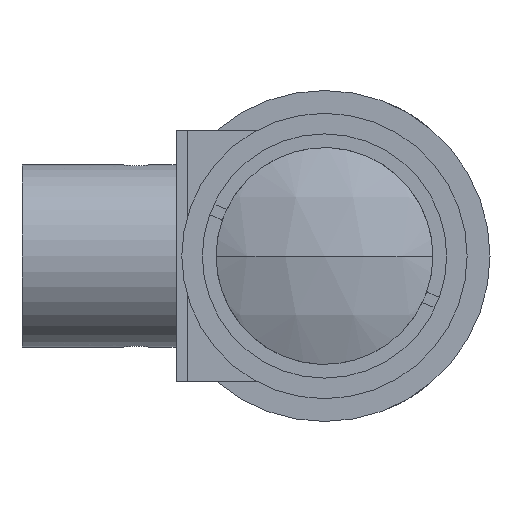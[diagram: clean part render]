
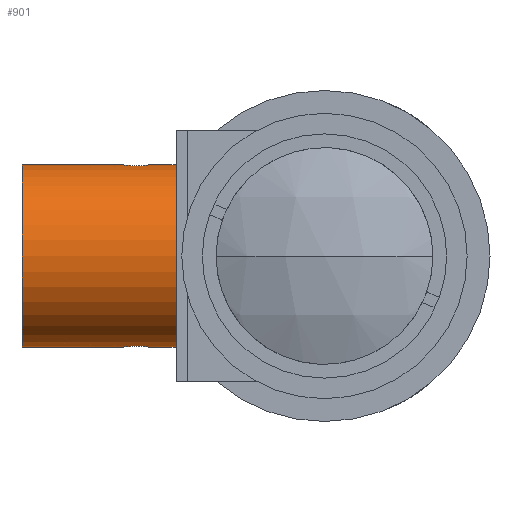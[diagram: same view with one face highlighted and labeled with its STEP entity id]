
A CAD part, left-side view. The second image highlights one B-rep face of the part: STEP entity #901.
In plain terms, the highlighted cylindrical face has radius 8 mm (diameter 16 mm), a partial arc.
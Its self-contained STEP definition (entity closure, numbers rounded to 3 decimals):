
#44 = DIRECTION ( 'NONE',  ( 0., 0., -1. ) ) ;
#67 = CARTESIAN_POINT ( 'NONE',  ( 37.41, 16.581, 7.902 ) ) ;
#243 = LINE ( 'NONE', #3054, #2670 ) ;
#252 = CARTESIAN_POINT ( 'NONE',  ( 37.661, 17.269, -7.938 ) ) ;
#266 = CARTESIAN_POINT ( 'NONE',  ( 38.335, 15.29, -7.994 ) ) ;
#392 = CARTESIAN_POINT ( 'NONE',  ( 37.45, 16.825, 7.908 ) ) ;
#514 = CARTESIAN_POINT ( 'NONE',  ( 38.66, 17.75, 8. ) ) ;
#578 = CARTESIAN_POINT ( 'NONE',  ( 37.443, 16.828, -7.907 ) ) ;
#592 = CARTESIAN_POINT ( 'NONE',  ( 38.578, 15.25, -8. ) ) ;
#684 = VECTOR ( 'NONE', #3227, 1000. ) ;
#716 = CARTESIAN_POINT ( 'NONE',  ( 37.568, 17.13, 7.925 ) ) ;
#724 = LINE ( 'NONE', #3479, #1343 ) ;
#775 = CARTESIAN_POINT ( 'NONE',  ( 38.66, 13., 0. ) ) ;
#886 = CARTESIAN_POINT ( 'NONE',  ( 38.495, 17.75, -8. ) ) ;
#899 = CARTESIAN_POINT ( 'NONE',  ( 37.41, 16.419, -7.902 ) ) ;
#901 = ADVANCED_FACE ( 'NONE', ( #3375 ), #1726, .T. ) ;
#951 = ORIENTED_EDGE ( 'NONE', *, *, #3615, .F. ) ;
#997 = CARTESIAN_POINT ( 'NONE',  ( 38.332, 15.283, 7.995 ) ) ;
#1009 = CARTESIAN_POINT ( 'NONE',  ( 38.66, 15.25, 8. ) ) ;
#1016 = CARTESIAN_POINT ( 'NONE',  ( 38.66, 13., 8. ) ) ;
#1026 = CARTESIAN_POINT ( 'NONE',  ( 37.893, 17.5, 7.964 ) ) ;
#1041 = CARTESIAN_POINT ( 'NONE',  ( 38.66, 13., 8. ) ) ;
#1080 = CARTESIAN_POINT ( 'NONE',  ( 38.66, 15.25, 8. ) ) ;
#1106 = VERTEX_POINT ( 'NONE', #1896 ) ;
#1161 = EDGE_CURVE ( 'NONE', #2144, #3982, #3256, .T. ) ;
#1199 = CARTESIAN_POINT ( 'NONE',  ( 37.45, 16.175, -7.908 ) ) ;
#1252 = VERTEX_POINT ( 'NONE', #2046 ) ;
#1266 = ORIENTED_EDGE ( 'NONE', *, *, #2768, .T. ) ;
#1315 = CARTESIAN_POINT ( 'NONE',  ( 37.891, 15.501, 7.964 ) ) ;
#1319 = CARTESIAN_POINT ( 'NONE',  ( 38.66, 13., 8. ) ) ;
#1330 = CARTESIAN_POINT ( 'NONE',  ( 38.257, 17.686, 7.99 ) ) ;
#1343 = VECTOR ( 'NONE', #2874, 1000. ) ;
#1465 = DIRECTION ( 'NONE',  ( 0., -1., 0. ) ) ;
#1514 = CARTESIAN_POINT ( 'NONE',  ( 37.568, 15.87, -7.925 ) ) ;
#1638 = CARTESIAN_POINT ( 'NONE',  ( 37.568, 15.871, 7.925 ) ) ;
#1659 = CARTESIAN_POINT ( 'NONE',  ( 38.495, 17.742, 7.999 ) ) ;
#1722 = EDGE_CURVE ( 'NONE', #3351, #3872, #4044, .T. ) ;
#1726 = CYLINDRICAL_SURFACE ( 'NONE', #1779, 8. ) ;
#1739 = EDGE_CURVE ( 'NONE', #1870, #2395, #724, .T. ) ;
#1773 = ORIENTED_EDGE ( 'NONE', *, *, #1722, .F. ) ;
#1779 = AXIS2_PLACEMENT_3D ( 'NONE', #775, #3565, #2952 ) ;
#1786 = ORIENTED_EDGE ( 'NONE', *, *, #2464, .T. ) ;
#1823 = CARTESIAN_POINT ( 'NONE',  ( 38.332, 17.717, -7.995 ) ) ;
#1837 = CARTESIAN_POINT ( 'NONE',  ( 37.893, 15.5, -7.964 ) ) ;
#1870 = VERTEX_POINT ( 'NONE', #3024 ) ;
#1896 = CARTESIAN_POINT ( 'NONE',  ( 38.66, 26.5, 8. ) ) ;
#1899 = ORIENTED_EDGE ( 'NONE', *, *, #1161, .T. ) ;
#1939 = DIRECTION ( 'NONE',  ( 0., -1., 0. ) ) ;
#1959 = CARTESIAN_POINT ( 'NONE',  ( 37.41, 16.336, 7.902 ) ) ;
#1962 = AXIS2_PLACEMENT_3D ( 'NONE', #3807, #1939, #44 ) ;
#1970 = CARTESIAN_POINT ( 'NONE',  ( 38.66, 17.75, 8. ) ) ;
#2046 = CARTESIAN_POINT ( 'NONE',  ( 38.66, 15.25, -8. ) ) ;
#2126 = CARTESIAN_POINT ( 'NONE',  ( 38.66, 17.75, -8. ) ) ;
#2140 = CARTESIAN_POINT ( 'NONE',  ( 37.891, 17.499, -7.964 ) ) ;
#2144 = VERTEX_POINT ( 'NONE', #1080 ) ;
#2147 = CARTESIAN_POINT ( 'NONE',  ( 38.257, 15.314, -7.99 ) ) ;
#2268 = CARTESIAN_POINT ( 'NONE',  ( 37.418, 16.664, 7.903 ) ) ;
#2352 = LINE ( 'NONE', #1041, #684 ) ;
#2395 = VERTEX_POINT ( 'NONE', #3799 ) ;
#2452 = CARTESIAN_POINT ( 'NONE',  ( 37.568, 17.129, -7.925 ) ) ;
#2464 = EDGE_CURVE ( 'NONE', #3351, #2144, #2352, .T. ) ;
#2465 = CARTESIAN_POINT ( 'NONE',  ( 38.495, 15.258, -7.999 ) ) ;
#2597 = CARTESIAN_POINT ( 'NONE',  ( 37.474, 16.903, 7.912 ) ) ;
#2670 = VECTOR ( 'NONE', #3372, 1000. ) ;
#2768 = EDGE_CURVE ( 'NONE', #1106, #2395, #3868, .T. ) ;
#2769 = CARTESIAN_POINT ( 'NONE',  ( 37.41, 16.664, -7.902 ) ) ;
#2777 = CARTESIAN_POINT ( 'NONE',  ( 38.66, 15.25, -8. ) ) ;
#2816 = ORIENTED_EDGE ( 'NONE', *, *, #3651, .T. ) ;
#2874 = DIRECTION ( 'NONE',  ( 0., 1., 0. ) ) ;
#2890 = CARTESIAN_POINT ( 'NONE',  ( 37.66, 17.267, 7.938 ) ) ;
#2952 = DIRECTION ( 'NONE',  ( 0., 0., 1. ) ) ;
#3024 = CARTESIAN_POINT ( 'NONE',  ( 38.66, 17.75, -8. ) ) ;
#3037 = EDGE_CURVE ( 'NONE', #3982, #1106, #3919, .T. ) ;
#3054 = CARTESIAN_POINT ( 'NONE',  ( 38.66, 13., -8. ) ) ;
#3060 = B_SPLINE_CURVE_WITH_KNOTS ( 'NONE', 3,
 ( #2126, #886, #1823, #4014, #2140, #252, #2452, #578, #2769, #899, #3078, #1199, #3396, #1514, #3705, #1837, #4033, #2147, #266, #2465, #592, #2777 ),
 .UNSPECIFIED., .F., .F.,
 ( 4, 2, 2, 2, 2, 2, 2, 2, 2, 2, 4 ),
 ( 0., 0., 0.001, 0.001, 0.002, 0.002, 0.002, 0.003, 0.003, 0.004, 0.004 ),
 .UNSPECIFIED. ) ;
#3062 = VECTOR ( 'NONE', #3515, 1000. ) ;
#3078 = CARTESIAN_POINT ( 'NONE',  ( 37.418, 16.336, -7.903 ) ) ;
#3192 = CARTESIAN_POINT ( 'NONE',  ( 38.03, 15.408, 7.977 ) ) ;
#3201 = EDGE_LOOP ( 'NONE', ( #951, #1773, #1786, #1899, #3556, #1266, #3368, #2816 ) ) ;
#3212 = CARTESIAN_POINT ( 'NONE',  ( 38.03, 17.592, 7.977 ) ) ;
#3227 = DIRECTION ( 'NONE',  ( 0., 1., 0. ) ) ;
#3256 = B_SPLINE_CURVE_WITH_KNOTS ( 'NONE', 3,
 ( #1009, #3494, #997, #3192, #1315, #3511, #1638, #3829, #1959, #67, #2268, #392, #2597, #716, #2890, #1026, #3212, #1330, #3527, #1659, #3847, #1970 ),
 .UNSPECIFIED., .F., .F.,
 ( 4, 2, 2, 2, 2, 2, 2, 2, 2, 2, 4 ),
 ( 0., 0., 0.001, 0.001, 0.002, 0.002, 0.002, 0.003, 0.003, 0.004, 0.004 ),
 .UNSPECIFIED. ) ;
#3341 = CARTESIAN_POINT ( 'NONE',  ( 38.66, 26.5, 0. ) ) ;
#3351 = VERTEX_POINT ( 'NONE', #1319 ) ;
#3368 = ORIENTED_EDGE ( 'NONE', *, *, #1739, .F. ) ;
#3372 = DIRECTION ( 'NONE',  ( 0., 1., 0. ) ) ;
#3375 = FACE_OUTER_BOUND ( 'NONE', #3201, .T. ) ;
#3396 = CARTESIAN_POINT ( 'NONE',  ( 37.474, 16.097, -7.912 ) ) ;
#3479 = CARTESIAN_POINT ( 'NONE',  ( 38.66, 13., -8. ) ) ;
#3494 = CARTESIAN_POINT ( 'NONE',  ( 38.495, 15.25, 8. ) ) ;
#3511 = CARTESIAN_POINT ( 'NONE',  ( 37.661, 15.731, 7.938 ) ) ;
#3515 = DIRECTION ( 'NONE',  ( 0., 1., 0. ) ) ;
#3527 = CARTESIAN_POINT ( 'NONE',  ( 38.335, 17.71, 7.994 ) ) ;
#3536 = AXIS2_PLACEMENT_3D ( 'NONE', #3341, #1465, #3653 ) ;
#3556 = ORIENTED_EDGE ( 'NONE', *, *, #3037, .T. ) ;
#3565 = DIRECTION ( 'NONE',  ( 0., 1., 0. ) ) ;
#3594 = CARTESIAN_POINT ( 'NONE',  ( 38.66, 13., -8. ) ) ;
#3615 = EDGE_CURVE ( 'NONE', #3872, #1252, #243, .T. ) ;
#3651 = EDGE_CURVE ( 'NONE', #1870, #1252, #3060, .T. ) ;
#3653 = DIRECTION ( 'NONE',  ( 0., 0., -1. ) ) ;
#3705 = CARTESIAN_POINT ( 'NONE',  ( 37.66, 15.733, -7.938 ) ) ;
#3799 = CARTESIAN_POINT ( 'NONE',  ( 38.66, 26.5, -8. ) ) ;
#3807 = CARTESIAN_POINT ( 'NONE',  ( 38.66, 13., 0. ) ) ;
#3829 = CARTESIAN_POINT ( 'NONE',  ( 37.443, 16.172, 7.907 ) ) ;
#3847 = CARTESIAN_POINT ( 'NONE',  ( 38.578, 17.75, 8. ) ) ;
#3868 = CIRCLE ( 'NONE', #3536, 8. ) ;
#3872 = VERTEX_POINT ( 'NONE', #3594 ) ;
#3919 = LINE ( 'NONE', #1016, #3062 ) ;
#3982 = VERTEX_POINT ( 'NONE', #514 ) ;
#4014 = CARTESIAN_POINT ( 'NONE',  ( 38.03, 17.592, -7.977 ) ) ;
#4033 = CARTESIAN_POINT ( 'NONE',  ( 38.03, 15.408, -7.977 ) ) ;
#4044 = CIRCLE ( 'NONE', #1962, 8. ) ;
